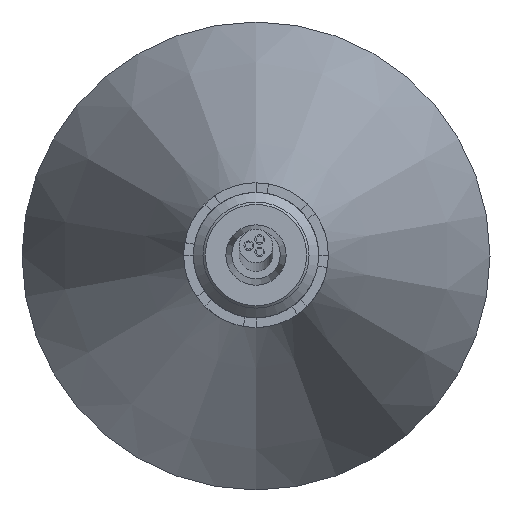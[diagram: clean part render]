
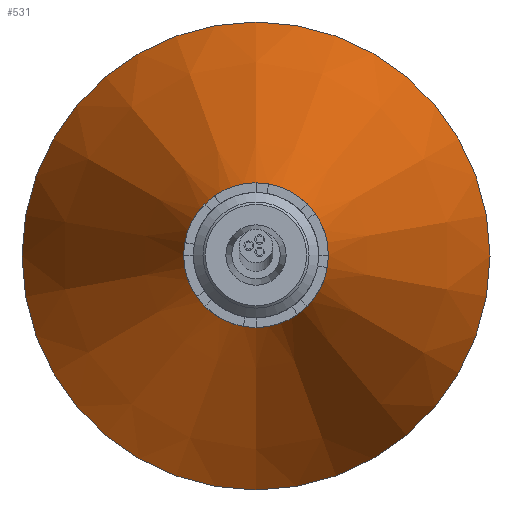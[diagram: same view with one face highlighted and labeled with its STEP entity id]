
A CAD part, top view. The second image highlights one B-rep face of the part: STEP entity #531.
In plain terms, the highlighted conical face has half-angle 20.109 degrees and reference radius 31.75 mm.
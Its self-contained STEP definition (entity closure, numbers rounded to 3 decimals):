
#531=ADVANCED_FACE('',(#1038,#1040),#1042,.T.);
#1038=FACE_OUTER_BOUND('',#1039,.T.);
#1039=EDGE_LOOP('',(#1351));
#1040=FACE_OUTER_BOUND('',#1041,.T.);
#1041=EDGE_LOOP('',(#1352));
#1042=CONICAL_SURFACE('',#1043,31.75,0.351);
#1043=AXIS2_PLACEMENT_3D('',#1044,#1045,#1046);
#1044=CARTESIAN_POINT('',(0.,0.,94.25));
#1045=DIRECTION('',(0.,0.,-1.));
#1046=DIRECTION('',(0.,1.,0.));
#1351=ORIENTED_EDGE('',*,*,#1481,.T.);
#1352=ORIENTED_EDGE('',*,*,#1539,.T.);
#1481=EDGE_CURVE('',#1661,#1661,#1662,.F.);
#1539=EDGE_CURVE('',#1748,#1748,#1749,.T.);
#1661=VERTEX_POINT('',#2020);
#1662=CIRCLE('',#2021,15.);
#1748=VERTEX_POINT('',#2238);
#1749=CIRCLE('',#2239,48.5);
#2020=CARTESIAN_POINT('',(0.,-15.,140.));
#2021=AXIS2_PLACEMENT_3D('',#2022,#2023,#2024);
#2022=CARTESIAN_POINT('',(0.,0.,140.));
#2023=DIRECTION('',(0.,0.,1.));
#2024=DIRECTION('',(0.,-1.,0.));
#2238=CARTESIAN_POINT('',(0.,-48.5,48.5));
#2239=AXIS2_PLACEMENT_3D('',#2240,#2241,#2242);
#2240=CARTESIAN_POINT('',(0.,0.,48.5));
#2241=DIRECTION('',(0.,0.,1.));
#2242=DIRECTION('',(0.,-1.,0.));
